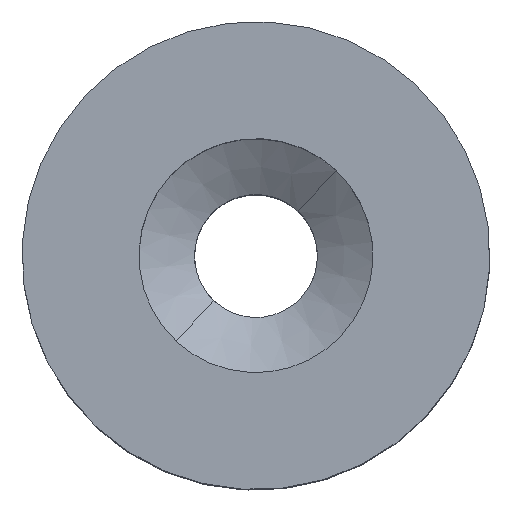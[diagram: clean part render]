
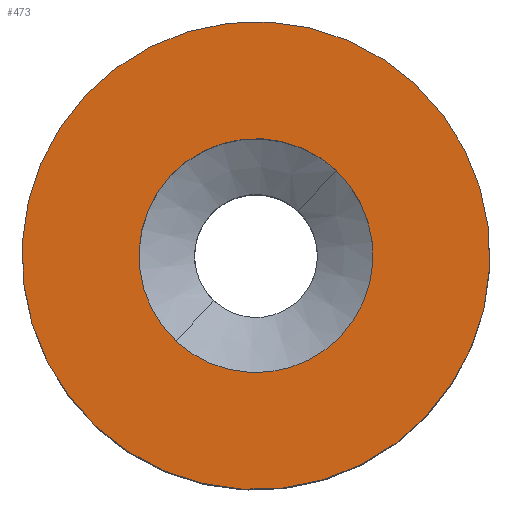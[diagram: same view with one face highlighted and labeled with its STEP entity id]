
A CAD part, top view. The second image highlights one B-rep face of the part: STEP entity #473.
In plain terms, the highlighted planar face has unit normal (0, 0, 1).
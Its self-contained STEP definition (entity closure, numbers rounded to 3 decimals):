
#408=CARTESIAN_POINT('Axis2P3D Location',(341.487,407.808,400.403)) ;
#412=CARTESIAN_POINT('Vertex',(336.008,401.979,400.403)) ;
#414=CARTESIAN_POINT('Vertex',(346.965,413.638,400.403)) ;
#434=CARTESIAN_POINT('Axis2P3D Location',(341.487,407.808,400.403)) ;
#446=CARTESIAN_POINT('Axis2P3D Location',(341.487,407.808,400.403)) ;
#455=CARTESIAN_POINT('Axis2P3D Location',(341.487,407.808,400.403)) ;
#459=CARTESIAN_POINT('Vertex',(344.226,410.723,400.403)) ;
#461=CARTESIAN_POINT('Vertex',(338.747,404.894,400.403)) ;
#464=CARTESIAN_POINT('Axis2P3D Location',(341.487,407.808,400.403)) ;
#409=DIRECTION('Axis2P3D Direction',(0.,0.,-1.)) ;
#435=DIRECTION('Axis2P3D Direction',(0.,0.,-1.)) ;
#447=DIRECTION('Axis2P3D Direction',(0.,0.,1.)) ;
#448=DIRECTION('Axis2P3D XDirection',(0.685,0.729,0.)) ;
#456=DIRECTION('Axis2P3D Direction',(0.,0.,1.)) ;
#465=DIRECTION('Axis2P3D Direction',(0.,0.,1.)) ;
#410=AXIS2_PLACEMENT_3D('Circle Axis2P3D',#408,#409,$) ;
#436=AXIS2_PLACEMENT_3D('Circle Axis2P3D',#434,#435,$) ;
#449=AXIS2_PLACEMENT_3D('Plane Axis2P3D',#446,#447,#448) ;
#457=AXIS2_PLACEMENT_3D('Circle Axis2P3D',#455,#456,$) ;
#466=AXIS2_PLACEMENT_3D('Circle Axis2P3D',#464,#465,$) ;
#411=CIRCLE('generated circle',#410,8.) ;
#437=CIRCLE('generated circle',#436,8.) ;
#458=CIRCLE('generated circle',#457,4.) ;
#467=CIRCLE('generated circle',#466,4.) ;
#450=PLANE('',#449) ;
#472=FACE_BOUND('',#469,.T.) ;
#416=EDGE_CURVE('',#413,#415,#411,.T.) ;
#438=EDGE_CURVE('',#415,#413,#437,.T.) ;
#463=EDGE_CURVE('',#460,#462,#458,.T.) ;
#468=EDGE_CURVE('',#462,#460,#467,.T.) ;
#451=EDGE_LOOP('',(#452,#453)) ;
#469=EDGE_LOOP('',(#470,#471)) ;
#452=ORIENTED_EDGE('',*,*,#416,.F.) ;
#453=ORIENTED_EDGE('',*,*,#438,.F.) ;
#470=ORIENTED_EDGE('',*,*,#463,.F.) ;
#471=ORIENTED_EDGE('',*,*,#468,.F.) ;
#413=VERTEX_POINT('',#412) ;
#415=VERTEX_POINT('',#414) ;
#460=VERTEX_POINT('',#459) ;
#462=VERTEX_POINT('',#461) ;
#473=ADVANCED_FACE('X888Q666661035_P6666.1\\LPattern1',(#454,#472),#450,.T.) ;
#454=FACE_OUTER_BOUND('',#451,.T.) ;
